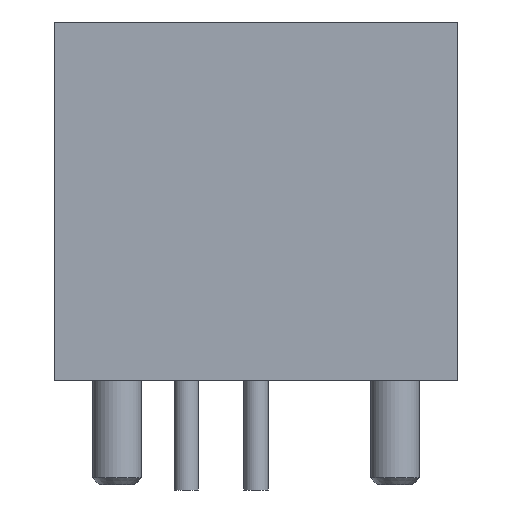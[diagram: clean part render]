
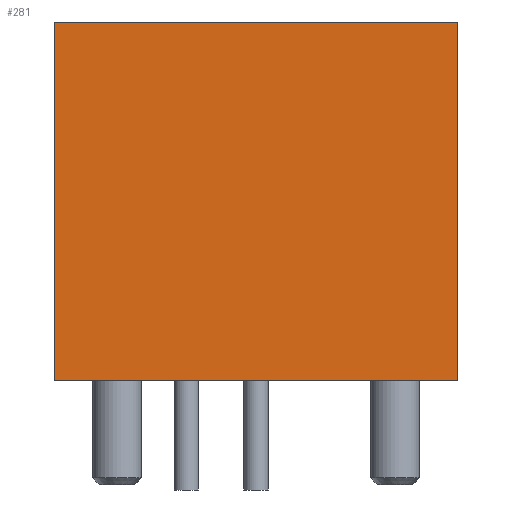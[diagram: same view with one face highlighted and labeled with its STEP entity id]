
A CAD part, front view. The second image highlights one B-rep face of the part: STEP entity #281.
In plain terms, the highlighted planar face has unit normal (0, -1, 0).
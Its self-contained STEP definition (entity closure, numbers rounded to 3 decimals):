
#90 = VERTEX_POINT('',#91);
#91 = CARTESIAN_POINT('',(-7.375,0.,0.));
#97 = EDGE_CURVE('',#98,#90,#100,.T.);
#98 = VERTEX_POINT('',#99);
#99 = CARTESIAN_POINT('',(7.375,0.,0.));
#100 = LINE('',#101,#102);
#101 = CARTESIAN_POINT('',(7.375,0.,0.));
#102 = VECTOR('',#103,1.);
#103 = DIRECTION('',(-1.,0.,0.));
#221 = EDGE_CURVE('',#90,#222,#224,.T.);
#222 = VERTEX_POINT('',#223);
#223 = CARTESIAN_POINT('',(-7.375,0.,13.11));
#224 = LINE('',#225,#226);
#225 = CARTESIAN_POINT('',(-7.375,0.,0.));
#226 = VECTOR('',#227,1.);
#227 = DIRECTION('',(0.,0.,1.));
#263 = VERTEX_POINT('',#264);
#264 = CARTESIAN_POINT('',(7.375,0.,13.11));
#270 = EDGE_CURVE('',#98,#263,#271,.T.);
#271 = LINE('',#272,#273);
#272 = CARTESIAN_POINT('',(7.375,0.,0.));
#273 = VECTOR('',#274,1.);
#274 = DIRECTION('',(0.,0.,1.));
#281 = ADVANCED_FACE('',(#282),#293,.T.);
#282 = FACE_BOUND('',#283,.T.);
#283 = EDGE_LOOP('',(#284,#285,#291,#292));
#284 = ORIENTED_EDGE('',*,*,#270,.T.);
#285 = ORIENTED_EDGE('',*,*,#286,.T.);
#286 = EDGE_CURVE('',#263,#222,#287,.T.);
#287 = LINE('',#288,#289);
#288 = CARTESIAN_POINT('',(7.375,0.,13.11));
#289 = VECTOR('',#290,1.);
#290 = DIRECTION('',(-1.,0.,0.));
#291 = ORIENTED_EDGE('',*,*,#221,.F.);
#292 = ORIENTED_EDGE('',*,*,#97,.F.);
#293 = PLANE('',#294);
#294 = AXIS2_PLACEMENT_3D('',#295,#296,#297);
#295 = CARTESIAN_POINT('',(7.375,0.,0.));
#296 = DIRECTION('',(0.,-1.,0.));
#297 = DIRECTION('',(-1.,0.,0.));
